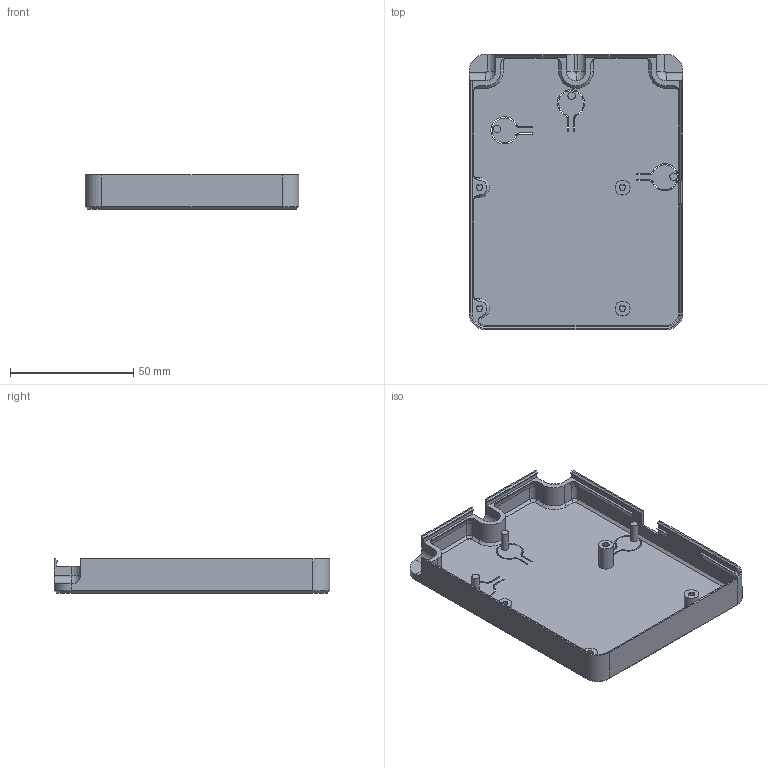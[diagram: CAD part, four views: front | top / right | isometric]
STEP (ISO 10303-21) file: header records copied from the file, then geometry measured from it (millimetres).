
FILE_DESCRIPTION(('FreeCAD Model'),'2;1');
FILE_NAME('Open CASCADE Shape Model','2025-12-29T15:46:32',(''),(''), 'Open CASCADE STEP processor 7.8','FreeCAD','Unknown');
FILE_SCHEMA(('AUTOMOTIVE_DESIGN { 1 0 10303 214 1 1 1 1 }'));
Length unit declared in the file: millimetre
Products named in the file (1): Body
Bounding box: 86.6 x 111.6 x 13.8 mm (x, y, z)
Volume: 15208 mm3; surface area: 30422.4 mm2
Topology: 1 solids, 1 shells, 264 faces, 683 edges, 427 vertices
Faces by surface type: plane 113, cylinder 105, cone 27, torus 9, revolution 6, bspline 4
Full cylindrical faces by diameter (mm): 3 x3, 6 x2
Entity records: 8830 total; most frequent: CARTESIAN_POINT 2201, DIRECTION 1445, ORIENTED_EDGE 1362, EDGE_CURVE 681, AXIS2_PLACEMENT_3D 516, VERTEX_POINT 426, LINE 407, VECTOR 407
